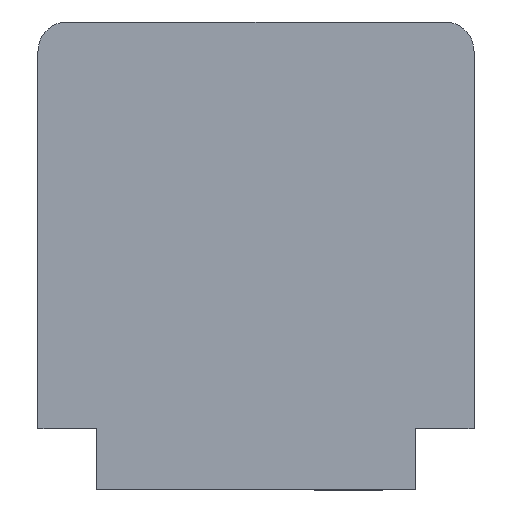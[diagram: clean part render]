
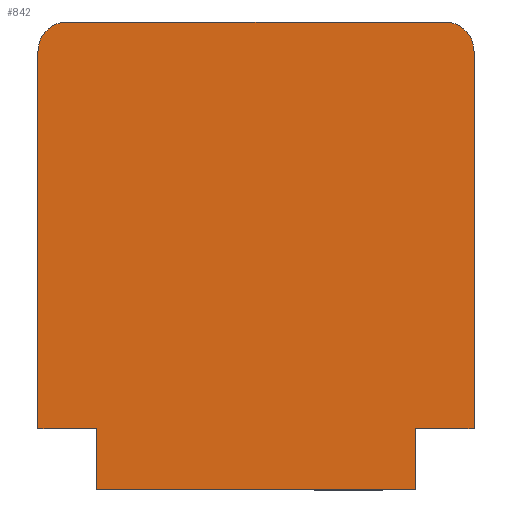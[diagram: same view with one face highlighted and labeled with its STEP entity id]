
A CAD part, left-side view. The second image highlights one B-rep face of the part: STEP entity #842.
In plain terms, the highlighted planar face has unit normal (-1, 0, 0).
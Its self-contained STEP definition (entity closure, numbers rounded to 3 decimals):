
#767=AXIS2_PLACEMENT_3D('Plane Axis2P3D',#764,#765,#766) ;
#780=AXIS2_PLACEMENT_3D('Circle Axis2P3D',#778,#779,$) ;
#794=AXIS2_PLACEMENT_3D('Circle Axis2P3D',#792,#793,$) ;
#708=CARTESIAN_POINT('Vertex',(0.,15.,2.1)) ;
#711=CARTESIAN_POINT('Line Origine',(0.,15.,8.6)) ;
#715=CARTESIAN_POINT('Vertex',(0.,15.,15.1)) ;
#764=CARTESIAN_POINT('Axis2P3D Location',(0.,15.,0.)) ;
#769=CARTESIAN_POINT('Line Origine',(0.,0.,8.6)) ;
#773=CARTESIAN_POINT('Vertex',(0.,0.,15.1)) ;
#775=CARTESIAN_POINT('Vertex',(0.,0.,2.1)) ;
#778=CARTESIAN_POINT('Axis2P3D Location',(0.,1.,15.1)) ;
#782=CARTESIAN_POINT('Vertex',(0.,0.995,16.1)) ;
#785=CARTESIAN_POINT('Line Origine',(0.,7.5,16.1)) ;
#789=CARTESIAN_POINT('Vertex',(0.,14.005,16.1)) ;
#792=CARTESIAN_POINT('Axis2P3D Location',(0.,14.,15.1)) ;
#797=CARTESIAN_POINT('Line Origine',(0.,14.,2.1)) ;
#801=CARTESIAN_POINT('Vertex',(0.,13.,2.1)) ;
#804=CARTESIAN_POINT('Line Origine',(0.,13.,1.05)) ;
#808=CARTESIAN_POINT('Vertex',(0.,13.,0.)) ;
#811=CARTESIAN_POINT('Line Origine',(0.,7.5,0.)) ;
#815=CARTESIAN_POINT('Vertex',(0.,2.,0.)) ;
#818=CARTESIAN_POINT('Line Origine',(0.,2.,1.05)) ;
#822=CARTESIAN_POINT('Vertex',(0.,2.,2.1)) ;
#825=CARTESIAN_POINT('Line Origine',(0.,1.,2.1)) ;
#712=DIRECTION('Vector Direction',(0.,0.,1.)) ;
#765=DIRECTION('Axis2P3D Direction',(1.,0.,-0.)) ;
#766=DIRECTION('Axis2P3D XDirection',(0.,0.,1.)) ;
#770=DIRECTION('Vector Direction',(0.,0.,1.)) ;
#779=DIRECTION('Axis2P3D Direction',(1.,0.,-0.)) ;
#786=DIRECTION('Vector Direction',(0.,-1.,0.)) ;
#793=DIRECTION('Axis2P3D Direction',(1.,0.,-0.)) ;
#798=DIRECTION('Vector Direction',(0.,1.,0.)) ;
#805=DIRECTION('Vector Direction',(0.,0.,-1.)) ;
#812=DIRECTION('Vector Direction',(0.,-1.,0.)) ;
#819=DIRECTION('Vector Direction',(0.,0.,-1.)) ;
#826=DIRECTION('Vector Direction',(0.,1.,0.)) ;
#713=VECTOR('Line Direction',#712,1.) ;
#771=VECTOR('Line Direction',#770,1.) ;
#787=VECTOR('Line Direction',#786,1.) ;
#799=VECTOR('Line Direction',#798,1.) ;
#806=VECTOR('Line Direction',#805,1.) ;
#813=VECTOR('Line Direction',#812,1.) ;
#820=VECTOR('Line Direction',#819,1.) ;
#827=VECTOR('Line Direction',#826,1.) ;
#831=ORIENTED_EDGE('',*,*,#777,.F.) ;
#832=ORIENTED_EDGE('',*,*,#784,.F.) ;
#833=ORIENTED_EDGE('',*,*,#791,.F.) ;
#834=ORIENTED_EDGE('',*,*,#796,.F.) ;
#835=ORIENTED_EDGE('',*,*,#717,.T.) ;
#836=ORIENTED_EDGE('',*,*,#803,.F.) ;
#837=ORIENTED_EDGE('',*,*,#810,.T.) ;
#838=ORIENTED_EDGE('',*,*,#817,.F.) ;
#839=ORIENTED_EDGE('',*,*,#824,.F.) ;
#840=ORIENTED_EDGE('',*,*,#829,.F.) ;
#842=ADVANCED_FACE('V1',(#841),#768,.F.) ;
#781=CIRCLE('generated circle',#780,1.) ;
#795=CIRCLE('generated circle',#794,1.) ;
#717=EDGE_CURVE('',#716,#709,#714,.F.) ;
#777=EDGE_CURVE('',#774,#776,#772,.F.) ;
#784=EDGE_CURVE('',#783,#774,#781,.T.) ;
#791=EDGE_CURVE('',#790,#783,#788,.T.) ;
#796=EDGE_CURVE('',#716,#790,#795,.T.) ;
#803=EDGE_CURVE('',#802,#709,#800,.T.) ;
#810=EDGE_CURVE('',#802,#809,#807,.T.) ;
#817=EDGE_CURVE('',#816,#809,#814,.F.) ;
#824=EDGE_CURVE('',#823,#816,#821,.T.) ;
#829=EDGE_CURVE('',#776,#823,#828,.T.) ;
#830=EDGE_LOOP('',(#831,#832,#833,#834,#835,#836,#837,#838,#839,#840)) ;
#841=FACE_OUTER_BOUND('',#830,.T.) ;
#714=LINE('Line',#711,#713) ;
#772=LINE('Line',#769,#771) ;
#788=LINE('Line',#785,#787) ;
#800=LINE('Line',#797,#799) ;
#807=LINE('Line',#804,#806) ;
#814=LINE('Line',#811,#813) ;
#821=LINE('Line',#818,#820) ;
#828=LINE('Line',#825,#827) ;
#768=PLANE('',#767) ;
#709=VERTEX_POINT('',#708) ;
#716=VERTEX_POINT('',#715) ;
#774=VERTEX_POINT('',#773) ;
#776=VERTEX_POINT('',#775) ;
#783=VERTEX_POINT('',#782) ;
#790=VERTEX_POINT('',#789) ;
#802=VERTEX_POINT('',#801) ;
#809=VERTEX_POINT('',#808) ;
#816=VERTEX_POINT('',#815) ;
#823=VERTEX_POINT('',#822) ;
